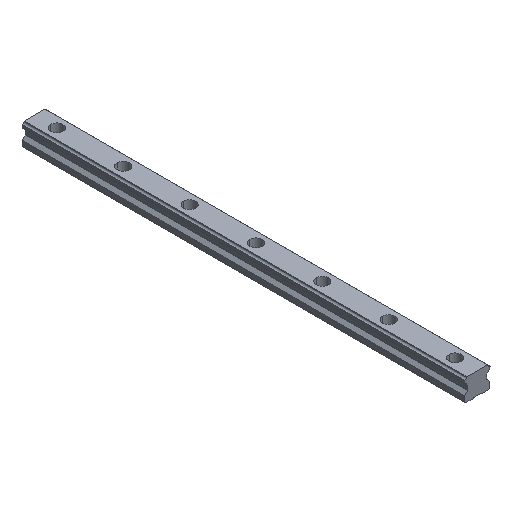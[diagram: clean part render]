
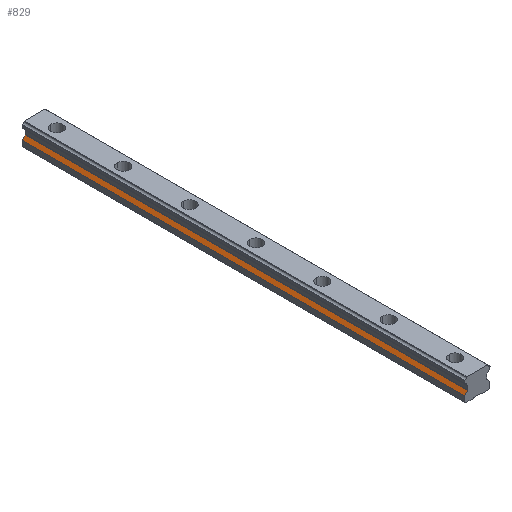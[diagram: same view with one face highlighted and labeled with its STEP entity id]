
A CAD part, isometric view. The second image highlights one B-rep face of the part: STEP entity #829.
In plain terms, the highlighted planar face has unit normal (-0.707, 0, 0.707).
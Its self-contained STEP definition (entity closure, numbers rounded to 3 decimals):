
#89 = PLANE ( 'NONE',  #1614 ) ;
#238 = LINE ( 'NONE', #1534, #2516 ) ;
#298 = CARTESIAN_POINT ( 'NONE',  ( -11.5, -200., 6. ) ) ;
#388 = VECTOR ( 'NONE', #720, 1000. ) ;
#483 = DIRECTION ( 'NONE',  ( -0.707, 0., -0.707 ) ) ;
#538 = VERTEX_POINT ( 'NONE', #877 ) ;
#612 = VERTEX_POINT ( 'NONE', #1689 ) ;
#618 = ORIENTED_EDGE ( 'NONE', *, *, #2505, .F. ) ;
#696 = FACE_OUTER_BOUND ( 'NONE', #1177, .T. ) ;
#720 = DIRECTION ( 'NONE',  ( 0., 1., 0. ) ) ;
#737 = CARTESIAN_POINT ( 'NONE',  ( -8.646, -200., 8.854 ) ) ;
#788 = EDGE_CURVE ( 'NONE', #538, #873, #1327, .T. ) ;
#829 = ADVANCED_FACE ( 'NONE', ( #696 ), #89, .F. ) ;
#843 = LINE ( 'NONE', #1728, #1492 ) ;
#873 = VERTEX_POINT ( 'NONE', #1174 ) ;
#877 = CARTESIAN_POINT ( 'NONE',  ( -8.646, -200., 8.854 ) ) ;
#926 = DIRECTION ( 'NONE',  ( 0., -1., 0. ) ) ;
#1174 = CARTESIAN_POINT ( 'NONE',  ( -11.5, -200., 6. ) ) ;
#1177 = EDGE_LOOP ( 'NONE', ( #2139, #618, #1874, #2633 ) ) ;
#1327 = LINE ( 'NONE', #737, #1743 ) ;
#1348 = EDGE_CURVE ( 'NONE', #538, #1862, #843, .T. ) ;
#1492 = VECTOR ( 'NONE', #1951, 1000. ) ;
#1534 = CARTESIAN_POINT ( 'NONE',  ( -8.646, 200., 8.854 ) ) ;
#1614 = AXIS2_PLACEMENT_3D ( 'NONE', #2208, #2390, #926 ) ;
#1689 = CARTESIAN_POINT ( 'NONE',  ( -11.5, 200., 6. ) ) ;
#1728 = CARTESIAN_POINT ( 'NONE',  ( -8.646, -200., 8.854 ) ) ;
#1743 = VECTOR ( 'NONE', #2169, 1000. ) ;
#1862 = VERTEX_POINT ( 'NONE', #2550 ) ;
#1874 = ORIENTED_EDGE ( 'NONE', *, *, #788, .F. ) ;
#1951 = DIRECTION ( 'NONE',  ( 0., 1., 0. ) ) ;
#2139 = ORIENTED_EDGE ( 'NONE', *, *, #2415, .T. ) ;
#2169 = DIRECTION ( 'NONE',  ( -0.707, 0., -0.707 ) ) ;
#2208 = CARTESIAN_POINT ( 'NONE',  ( -8.646, -200., 8.854 ) ) ;
#2390 = DIRECTION ( 'NONE',  ( 0.707, 0., -0.707 ) ) ;
#2415 = EDGE_CURVE ( 'NONE', #1862, #612, #238, .T. ) ;
#2505 = EDGE_CURVE ( 'NONE', #873, #612, #2630, .T. ) ;
#2516 = VECTOR ( 'NONE', #483, 1000. ) ;
#2550 = CARTESIAN_POINT ( 'NONE',  ( -8.646, 200., 8.854 ) ) ;
#2630 = LINE ( 'NONE', #298, #388 ) ;
#2633 = ORIENTED_EDGE ( 'NONE', *, *, #1348, .T. ) ;
